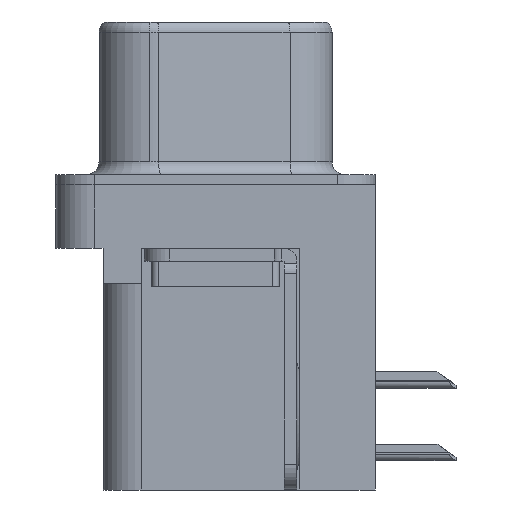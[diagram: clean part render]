
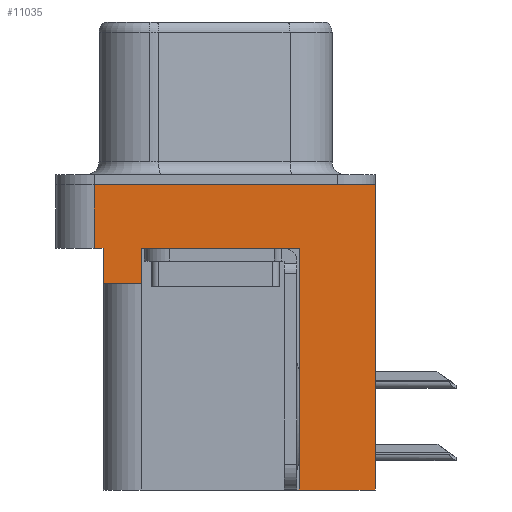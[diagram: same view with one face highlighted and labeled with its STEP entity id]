
A CAD part, left-side view. The second image highlights one B-rep face of the part: STEP entity #11035.
In plain terms, the highlighted planar face has unit normal (-1, 0, 0).
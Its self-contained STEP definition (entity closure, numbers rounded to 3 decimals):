
#81 = VECTOR ( 'NONE', #17717, 1000. ) ;
#245 = LINE ( 'NONE', #14585, #3104 ) ;
#379 = DIRECTION ( 'NONE',  ( 0., 0., 1. ) ) ;
#872 = LINE ( 'NONE', #20635, #2115 ) ;
#1110 = DIRECTION ( 'NONE',  ( 0., 0., 1. ) ) ;
#2053 = EDGE_CURVE ( 'NONE', #20468, #15414, #23677, .T. ) ;
#2115 = VECTOR ( 'NONE', #16406, 1000. ) ;
#2212 = ORIENTED_EDGE ( 'NONE', *, *, #8866, .F. ) ;
#2750 = CARTESIAN_POINT ( 'NONE',  ( -2.91, -6.275, -2.5 ) ) ;
#3046 = VECTOR ( 'NONE', #19997, 1000. ) ;
#3074 = VERTEX_POINT ( 'NONE', #3690 ) ;
#3104 = VECTOR ( 'NONE', #10447, 1000. ) ;
#3287 = ORIENTED_EDGE ( 'NONE', *, *, #14868, .T. ) ;
#3538 = CARTESIAN_POINT ( 'NONE',  ( -2.91, -6.275, -12. ) ) ;
#3551 = VECTOR ( 'NONE', #21040, 1000. ) ;
#3618 = CARTESIAN_POINT ( 'NONE',  ( -2.91, 4.775, -2.5 ) ) ;
#3690 = CARTESIAN_POINT ( 'NONE',  ( -2.91, 2.895, -2.5 ) ) ;
#4060 = LINE ( 'NONE', #8735, #25102 ) ;
#4103 = EDGE_CURVE ( 'NONE', #14263, #15414, #12618, .T. ) ;
#4141 = EDGE_CURVE ( 'NONE', #19887, #22662, #6868, .T. ) ;
#4185 = ORIENTED_EDGE ( 'NONE', *, *, #25737, .F. ) ;
#4717 = DIRECTION ( 'NONE',  ( 0., 0., 1. ) ) ;
#5179 = VECTOR ( 'NONE', #4717, 1000. ) ;
#5371 = CARTESIAN_POINT ( 'NONE',  ( -2.91, -6.275, 0. ) ) ;
#5423 = DIRECTION ( 'NONE',  ( 0., 0., 1. ) ) ;
#6162 = ORIENTED_EDGE ( 'NONE', *, *, #24873, .T. ) ;
#6868 = LINE ( 'NONE', #17578, #3046 ) ;
#7511 = VECTOR ( 'NONE', #5423, 1000. ) ;
#8135 = VERTEX_POINT ( 'NONE', #13296 ) ;
#8200 = VERTEX_POINT ( 'NONE', #3538 ) ;
#8735 = CARTESIAN_POINT ( 'NONE',  ( -2.91, 2.895, -3.9 ) ) ;
#8815 = CARTESIAN_POINT ( 'NONE',  ( -2.91, -6.275, -2.5 ) ) ;
#8866 = EDGE_CURVE ( 'NONE', #24807, #8135, #16966, .T. ) ;
#9057 = CARTESIAN_POINT ( 'NONE',  ( -2.91, -3.295, -2.5 ) ) ;
#9121 = CARTESIAN_POINT ( 'NONE',  ( -2.91, -6.275, -2.5 ) ) ;
#10447 = DIRECTION ( 'NONE',  ( 0., -1., 0. ) ) ;
#10576 = CARTESIAN_POINT ( 'NONE',  ( -2.91, 4.775, 0. ) ) ;
#11035 = ADVANCED_FACE ( 'NONE', ( #15206 ), #21282, .T. ) ;
#11230 = LINE ( 'NONE', #8815, #5179 ) ;
#12574 = CARTESIAN_POINT ( 'NONE',  ( -2.91, -3.295, -12. ) ) ;
#12618 = LINE ( 'NONE', #21963, #7511 ) ;
#13099 = ORIENTED_EDGE ( 'NONE', *, *, #16121, .F. ) ;
#13296 = CARTESIAN_POINT ( 'NONE',  ( -2.91, -6.275, 0. ) ) ;
#13481 = ORIENTED_EDGE ( 'NONE', *, *, #2053, .T. ) ;
#14263 = VERTEX_POINT ( 'NONE', #26268 ) ;
#14585 = CARTESIAN_POINT ( 'NONE',  ( -2.91, -6.275, -2.5 ) ) ;
#14868 = EDGE_CURVE ( 'NONE', #3074, #22662, #245, .T. ) ;
#15206 = FACE_OUTER_BOUND ( 'NONE', #20761, .T. ) ;
#15414 = VERTEX_POINT ( 'NONE', #23921 ) ;
#15582 = ORIENTED_EDGE ( 'NONE', *, *, #4103, .F. ) ;
#15899 = DIRECTION ( 'NONE',  ( 0., 0., 1. ) ) ;
#16121 = EDGE_CURVE ( 'NONE', #8200, #19887, #18274, .T. ) ;
#16406 = DIRECTION ( 'NONE',  ( 0., 1., 0. ) ) ;
#16833 = CARTESIAN_POINT ( 'NONE',  ( -2.91, 4.775, -2.5 ) ) ;
#16950 = VERTEX_POINT ( 'NONE', #21143 ) ;
#16966 = LINE ( 'NONE', #5371, #81 ) ;
#17578 = CARTESIAN_POINT ( 'NONE',  ( -2.91, -3.295, -12. ) ) ;
#17717 = DIRECTION ( 'NONE',  ( 0., -1., 0. ) ) ;
#17836 = DIRECTION ( 'NONE',  ( 0., 1., 0. ) ) ;
#18274 = LINE ( 'NONE', #23719, #26222 ) ;
#18434 = AXIS2_PLACEMENT_3D ( 'NONE', #9121, #23336, #1110 ) ;
#18712 = VECTOR ( 'NONE', #15899, 1000. ) ;
#19887 = VERTEX_POINT ( 'NONE', #12574 ) ;
#19958 = EDGE_CURVE ( 'NONE', #8200, #8135, #11230, .T. ) ;
#19997 = DIRECTION ( 'NONE',  ( 0., 0., 1. ) ) ;
#20352 = ORIENTED_EDGE ( 'NONE', *, *, #19958, .T. ) ;
#20468 = VERTEX_POINT ( 'NONE', #16833 ) ;
#20635 = CARTESIAN_POINT ( 'NONE',  ( -2.91, 4.425, -3.9 ) ) ;
#20761 = EDGE_LOOP ( 'NONE', ( #2212, #4185, #13481, #15582, #25385, #6162, #3287, #23761, #13099, #20352 ) ) ;
#21040 = DIRECTION ( 'NONE',  ( 0., -1., 0. ) ) ;
#21143 = CARTESIAN_POINT ( 'NONE',  ( -2.91, 2.895, -3.9 ) ) ;
#21282 = PLANE ( 'NONE',  #18434 ) ;
#21963 = CARTESIAN_POINT ( 'NONE',  ( -2.91, 4.425, -3.9 ) ) ;
#22662 = VERTEX_POINT ( 'NONE', #9057 ) ;
#23336 = DIRECTION ( 'NONE',  ( -1., 0., 0. ) ) ;
#23677 = LINE ( 'NONE', #2750, #3551 ) ;
#23719 = CARTESIAN_POINT ( 'NONE',  ( -2.91, -3.295, -12. ) ) ;
#23761 = ORIENTED_EDGE ( 'NONE', *, *, #4141, .F. ) ;
#23921 = CARTESIAN_POINT ( 'NONE',  ( -2.91, 4.425, -2.5 ) ) ;
#24123 = LINE ( 'NONE', #3618, #18712 ) ;
#24746 = EDGE_CURVE ( 'NONE', #16950, #14263, #872, .T. ) ;
#24807 = VERTEX_POINT ( 'NONE', #10576 ) ;
#24873 = EDGE_CURVE ( 'NONE', #16950, #3074, #4060, .T. ) ;
#25102 = VECTOR ( 'NONE', #379, 1000. ) ;
#25385 = ORIENTED_EDGE ( 'NONE', *, *, #24746, .F. ) ;
#25737 = EDGE_CURVE ( 'NONE', #20468, #24807, #24123, .T. ) ;
#26222 = VECTOR ( 'NONE', #17836, 1000. ) ;
#26268 = CARTESIAN_POINT ( 'NONE',  ( -2.91, 4.425, -3.9 ) ) ;
